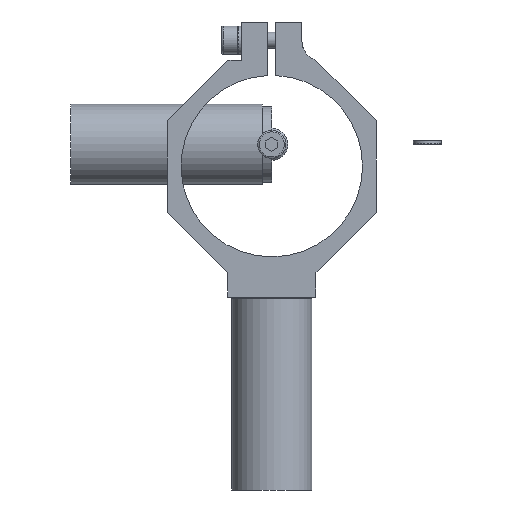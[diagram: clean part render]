
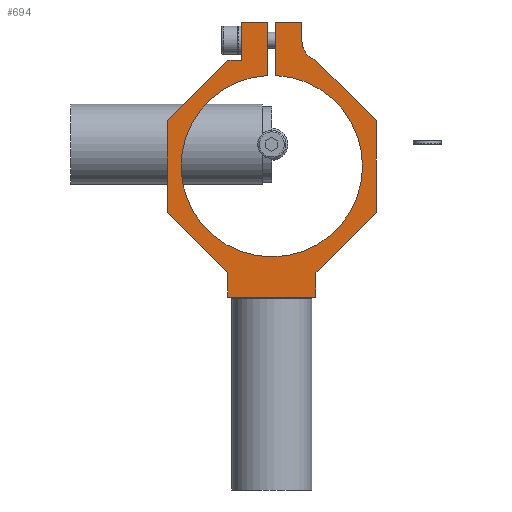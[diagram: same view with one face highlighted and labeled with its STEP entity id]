
A CAD part, left-side view. The second image highlights one B-rep face of the part: STEP entity #694.
In plain terms, the highlighted planar face has unit normal (-1, 0, 0).
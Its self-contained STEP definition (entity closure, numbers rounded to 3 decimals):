
#694 = ADVANCED_FACE( '', ( #1416 ), #1417, .T. );
#1416 = FACE_OUTER_BOUND( '', #2154, .T. );
#1417 = PLANE( '', #2155 );
#2154 = EDGE_LOOP( '', ( #4123, #4124, #4125, #4126, #4127, #4128, #4129, #4130, #4131, #4132, #4133, #4134, #4135, #4136, #4137, #4138, #4139, #4140 ) );
#2155 = AXIS2_PLACEMENT_3D( '', #4141, #4142, #4143 );
#4123 = ORIENTED_EDGE( '', *, *, #5281, .F. );
#4124 = ORIENTED_EDGE( '', *, *, #5265, .T. );
#4125 = ORIENTED_EDGE( '', *, *, #4609, .F. );
#4126 = ORIENTED_EDGE( '', *, *, #4585, .F. );
#4127 = ORIENTED_EDGE( '', *, *, #5099, .T. );
#4128 = ORIENTED_EDGE( '', *, *, #5395, .T. );
#4129 = ORIENTED_EDGE( '', *, *, #5292, .T. );
#4130 = ORIENTED_EDGE( '', *, *, #4972, .F. );
#4131 = ORIENTED_EDGE( '', *, *, #5058, .F. );
#4132 = ORIENTED_EDGE( '', *, *, #4602, .T. );
#4133 = ORIENTED_EDGE( '', *, *, #4645, .T. );
#4134 = ORIENTED_EDGE( '', *, *, #5272, .F. );
#4135 = ORIENTED_EDGE( '', *, *, #5336, .T. );
#4136 = ORIENTED_EDGE( '', *, *, #5195, .T. );
#4137 = ORIENTED_EDGE( '', *, *, #5105, .T. );
#4138 = ORIENTED_EDGE( '', *, *, #5257, .F. );
#4139 = ORIENTED_EDGE( '', *, *, #4598, .F. );
#4140 = ORIENTED_EDGE( '', *, *, #4977, .F. );
#4141 = CARTESIAN_POINT( '', ( -10., -37.553, -32. ) );
#4142 = DIRECTION( '', ( -1., 0., 0. ) );
#4143 = DIRECTION( '', ( 0., -1., 0. ) );
#4585 = EDGE_CURVE( '', #5555, #5550, #5557, .T. );
#4598 = EDGE_CURVE( '', #5577, #5580, #5581, .T. );
#4602 = EDGE_CURVE( '', #5586, #5587, #5588, .T. );
#4609 = EDGE_CURVE( '', #5550, #5599, #5600, .T. );
#4645 = EDGE_CURVE( '', #5587, #5659, #5661, .T. );
#4972 = EDGE_CURVE( '', #6224, #6227, #6228, .T. );
#4977 = EDGE_CURVE( '', #6234, #5577, #6236, .T. );
#5058 = EDGE_CURVE( '', #5586, #6224, #6351, .T. );
#5099 = EDGE_CURVE( '', #5555, #6407, #6408, .T. );
#5105 = EDGE_CURVE( '', #6418, #6415, #6419, .T. );
#5195 = EDGE_CURVE( '', #6540, #6418, #6541, .T. );
#5257 = EDGE_CURVE( '', #5580, #6415, #6617, .T. );
#5265 = EDGE_CURVE( '', #6626, #5599, #6627, .T. );
#5272 = EDGE_CURVE( '', #6636, #5659, #6637, .T. );
#5281 = EDGE_CURVE( '', #6626, #6234, #6648, .T. );
#5292 = EDGE_CURVE( '', #6662, #6227, #6663, .T. );
#5336 = EDGE_CURVE( '', #6636, #6540, #6715, .T. );
#5395 = EDGE_CURVE( '', #6407, #6662, #6779, .F. );
#5550 = VERTEX_POINT( '', #7060 );
#5555 = VERTEX_POINT( '', #7067 );
#5557 = LINE( '', #7070, #7071 );
#5577 = VERTEX_POINT( '', #7097 );
#5580 = VERTEX_POINT( '', #7101 );
#5581 = LINE( '', #7102, #7103 );
#5586 = VERTEX_POINT( '', #7110 );
#5587 = VERTEX_POINT( '', #7111 );
#5588 = LINE( '', #7112, #7113 );
#5599 = VERTEX_POINT( '', #7129 );
#5600 = LINE( '', #7130, #7131 );
#5659 = VERTEX_POINT( '', #7207 );
#5661 = LINE( '', #7210, #7211 );
#6224 = VERTEX_POINT( '', #7968 );
#6227 = VERTEX_POINT( '', #7972 );
#6228 = LINE( '', #7973, #7974 );
#6234 = VERTEX_POINT( '', #7982 );
#6236 = LINE( '', #7985, #7986 );
#6351 = LINE( '', #8142, #8143 );
#6407 = VERTEX_POINT( '', #8221 );
#6408 = LINE( '', #8222, #8223 );
#6415 = VERTEX_POINT( '', #8232 );
#6418 = VERTEX_POINT( '', #8236 );
#6419 = LINE( '', #8237, #8238 );
#6540 = VERTEX_POINT( '', #8400 );
#6541 = LINE( '', #8401, #8402 );
#6617 = LINE( '', #8508, #8509 );
#6626 = VERTEX_POINT( '', #8543 );
#6627 = CIRCLE( '', #8544, 5.089 );
#6636 = VERTEX_POINT( '', #8556 );
#6637 = LINE( '', #8557, #8558 );
#6648 = LINE( '', #8573, #8574 );
#6662 = VERTEX_POINT( '', #8592 );
#6663 = LINE( '', #8593, #8594 );
#6715 = LINE( '', #8665, #8666 );
#6779 = CIRCLE( '', #8744, 22.575 );
#7060 = CARTESIAN_POINT( '', ( -10., -7.5, 30.444 ) );
#7067 = CARTESIAN_POINT( '', ( -10., -1., 30.444 ) );
#7070 = CARTESIAN_POINT( '', ( -10., -9., 30.444 ) );
#7071 = VECTOR( '', #8886, 1000. );
#7097 = CARTESIAN_POINT( '', ( -10., -26., -16.97 ) );
#7101 = CARTESIAN_POINT( '', ( -10., -11., -31.97 ) );
#7102 = CARTESIAN_POINT( '', ( -10., -10.97, -32. ) );
#7103 = VECTOR( '', #8900, 1000. );
#7110 = CARTESIAN_POINT( '', ( -10., 7.5, 20.944 ) );
#7111 = CARTESIAN_POINT( '', ( -10., 10.94, 20.944 ) );
#7112 = CARTESIAN_POINT( '', ( -10., 10.94, 20.944 ) );
#7113 = VECTOR( '', #8903, 1000. );
#7129 = CARTESIAN_POINT( '', ( -10., -7.5, 25.694 ) );
#7130 = CARTESIAN_POINT( '', ( -10., -7.5, -32. ) );
#7131 = VECTOR( '', #8909, 1000. );
#7207 = CARTESIAN_POINT( '', ( -10., 26., 5.884 ) );
#7210 = CARTESIAN_POINT( '', ( -10., 26.447, 5.437 ) );
#7211 = VECTOR( '', #8958, 1000. );
#7968 = CARTESIAN_POINT( '', ( -10., 7.5, 30.444 ) );
#7972 = CARTESIAN_POINT( '', ( -10., 1., 30.444 ) );
#7973 = CARTESIAN_POINT( '', ( -10., -9., 30.444 ) );
#7974 = VECTOR( '', #9470, 1000. );
#7982 = CARTESIAN_POINT( '', ( -10., -26., 5.914 ) );
#7985 = CARTESIAN_POINT( '', ( -10., -26., -32. ) );
#7986 = VECTOR( '', #9474, 1000. );
#8142 = CARTESIAN_POINT( '', ( -10., 7.5, -32. ) );
#8143 = VECTOR( '', #9561, 1000. );
#8221 = CARTESIAN_POINT( '', ( -10., -1., 17.128 ) );
#8222 = CARTESIAN_POINT( '', ( -10., -1., 0. ) );
#8223 = VECTOR( '', #9599, 1000. );
#8232 = CARTESIAN_POINT( '', ( -10., -11., -38. ) );
#8236 = CARTESIAN_POINT( '', ( -10., 11., -38. ) );
#8237 = CARTESIAN_POINT( '', ( -10., -11., -38. ) );
#8238 = VECTOR( '', #9606, 1000. );
#8400 = CARTESIAN_POINT( '', ( -10., 11., -31.94 ) );
#8401 = CARTESIAN_POINT( '', ( -10., 11., -28. ) );
#8402 = VECTOR( '', #9702, 1000. );
#8508 = CARTESIAN_POINT( '', ( -10., -11., -28. ) );
#8509 = VECTOR( '', #9760, 1000. );
#8543 = CARTESIAN_POINT( '', ( -10., -10.97, 20.944 ) );
#8544 = AXIS2_PLACEMENT_3D( '', #9766, #9767, #9768 );
#8556 = CARTESIAN_POINT( '', ( -10., 26., -16.94 ) );
#8557 = CARTESIAN_POINT( '', ( -10., 26., -32. ) );
#8558 = VECTOR( '', #9775, 1000. );
#8573 = CARTESIAN_POINT( '', ( -10., -26.477, 5.437 ) );
#8574 = VECTOR( '', #9783, 1000. );
#8592 = CARTESIAN_POINT( '', ( -10., 1., 17.128 ) );
#8593 = CARTESIAN_POINT( '', ( -10., 1., 41.5 ) );
#8594 = VECTOR( '', #9794, 1000. );
#8665 = CARTESIAN_POINT( '', ( -10., 10.94, -32. ) );
#8666 = VECTOR( '', #9832, 1000. );
#8744 = AXIS2_PLACEMENT_3D( '', #9892, #9893, #9894 );
#8886 = DIRECTION( '', ( 0., -1., 0. ) );
#8900 = DIRECTION( '', ( 0., 0.707, -0.707 ) );
#8903 = DIRECTION( '', ( 0., 1., 0. ) );
#8909 = DIRECTION( '', ( 0., 0., -1. ) );
#8958 = DIRECTION( '', ( 0., 0.707, -0.707 ) );
#9470 = DIRECTION( '', ( 0., -1., 0. ) );
#9474 = DIRECTION( '', ( 0., 0., -1. ) );
#9561 = DIRECTION( '', ( 0., 0., 1. ) );
#9599 = DIRECTION( '', ( 0., 0., -1. ) );
#9606 = DIRECTION( '', ( 0., -1., 0. ) );
#9702 = DIRECTION( '', ( 0., 0., -1. ) );
#9760 = DIRECTION( '', ( 0., 0., -1. ) );
#9766 = CARTESIAN_POINT( '', ( -10., -12.589, 25.769 ) );
#9767 = DIRECTION( '', ( 1., 0., 0. ) );
#9768 = DIRECTION( '', ( 0., 1., 0. ) );
#9775 = DIRECTION( '', ( 0., 0., 1. ) );
#9783 = DIRECTION( '', ( 0., -0.707, -0.707 ) );
#9794 = DIRECTION( '', ( 0., 0., 1. ) );
#9832 = DIRECTION( '', ( 0., -0.707, -0.707 ) );
#9892 = CARTESIAN_POINT( '', ( -10., 0., -5.425 ) );
#9893 = DIRECTION( '', ( -1., 0., 0. ) );
#9894 = DIRECTION( '', ( 0., -1., 0. ) );
